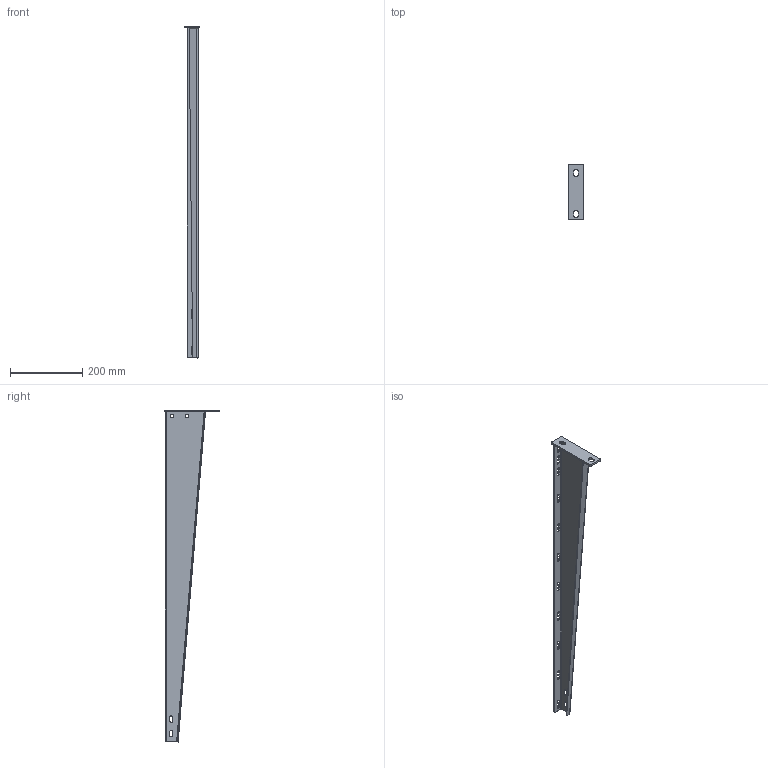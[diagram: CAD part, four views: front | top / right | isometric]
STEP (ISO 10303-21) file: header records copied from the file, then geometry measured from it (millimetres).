
FILE_DESCRIPTION((''),'2;1');
FILE_NAME('711190_ASM','2018-11-08T17:22:17',('tomasz.grudniewski'),(''),'CREO PARAMETRIC BY PTC INC, 2018260','CREO PARAMETRIC BY PTC INC, 2018260','');
FILE_SCHEMA(('CONFIG_CONTROL_DESIGN'));
Length unit declared in the file: millimetre
Products named in the file (3): PODSTAWA_40X155_PRT; WMC_RAMIE_900_PRT; 711190_ASM
Assembly tree (2 placements, depth 2):
  711190_ASM
    PODSTAWA_40X155_PRT
    WMC_RAMIE_900_PRT
Bounding box: 40 x 155 x 920.18 mm (x, y, z)
Volume: 238301.4 mm3; surface area: 230103 mm2
Topology: 2 solids, 3 shells, 151 faces, 426 edges, 280 vertices
Faces by surface type: plane 107, cylinder 40, bspline 3, cone 1
Entity records: 5113 total; most frequent: CARTESIAN_POINT 1010, ORIENTED_EDGE 840, DIRECTION 803, EDGE_CURVE 426, VECTOR 341, LINE 341, VERTEX_POINT 280, AXIS2_PLACEMENT_3D 231
